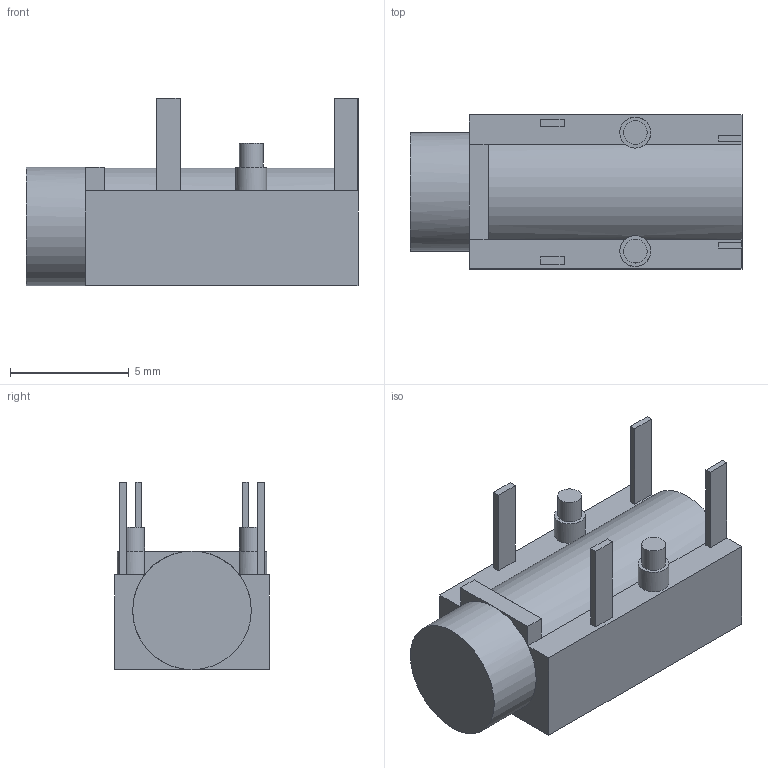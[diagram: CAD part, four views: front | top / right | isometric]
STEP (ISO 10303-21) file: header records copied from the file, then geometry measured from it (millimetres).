
FILE_DESCRIPTION(('FreeCAD Model'),'2;1');
FILE_NAME('Open CASCADE Shape Model','2024-01-31T11:05:12',(''),(''), 'Open CASCADE STEP processor 7.6','FreeCAD','Unknown');
FILE_SCHEMA(('AUTOMOTIVE_DESIGN { 1 0 10303 214 1 1 1 1 }'));
Length unit declared in the file: millimetre
Products named in the file (1): Body
Bounding box: 14 x 6.5 x 7.9 mm (x, y, z)
Volume: 389.1 mm3; surface area: 403 mm2
Topology: 1 solids, 1 shells, 46 faces, 108 edges, 68 vertices
Faces by surface type: plane 40, cylinder 6
Full cylindrical faces by diameter (mm): 1 x2, 1.3 x2, 5 x1
Entity records: 1362 total; most frequent: CARTESIAN_POINT 273, DIRECTION 218, ORIENTED_EDGE 216, EDGE_CURVE 108, LINE 88, VECTOR 88, VERTEX_POINT 68, AXIS2_PLACEMENT_3D 65
